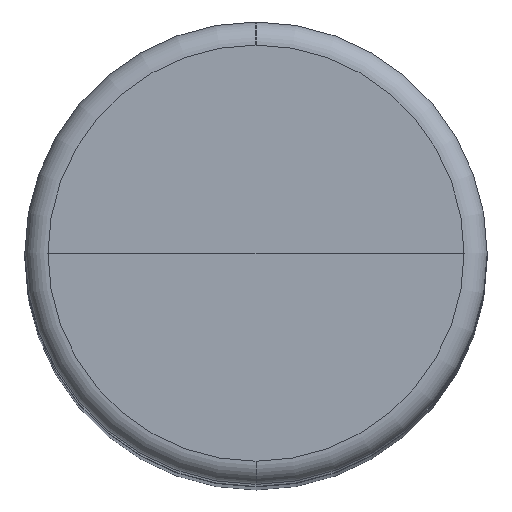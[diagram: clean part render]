
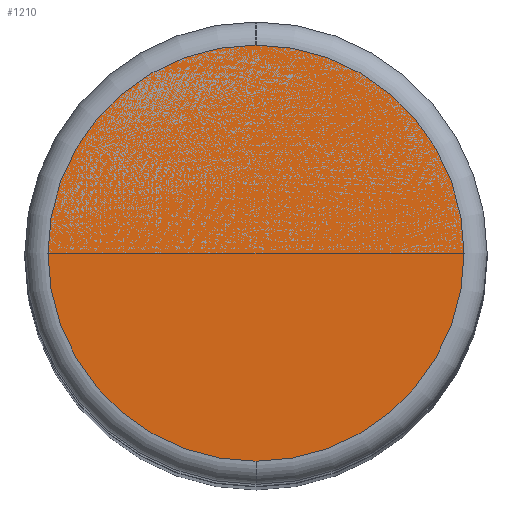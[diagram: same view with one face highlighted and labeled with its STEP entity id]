
A CAD part, top view. The second image highlights one B-rep face of the part: STEP entity #1210.
In plain terms, the highlighted planar face has unit normal (0, 0, 1).
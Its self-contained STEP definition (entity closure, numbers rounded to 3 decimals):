
#1109=CARTESIAN_POINT('',(0.,0.,72.));
#1110=DIRECTION('',(0.,0.,-1.));
#1111=DIRECTION('',(0.,-1.,0.));
#1112=AXIS2_PLACEMENT_3D('',#1109,#1110,#1111);
#1117=CARTESIAN_POINT('',(0.,0.,72.));
#1118=DIRECTION('',(0.,0.,-1.));
#1119=DIRECTION('',(0.,1.,0.));
#1120=AXIS2_PLACEMENT_3D('',#1117,#1118,#1119);
#1195=CARTESIAN_POINT('',(0.,-4.5,72.));
#1196=CARTESIAN_POINT('',(0.,4.5,72.));
#1197=VERTEX_POINT('',#1195);
#1198=VERTEX_POINT('',#1196);
#1199=CARTESIAN_POINT('',(0.,0.,72.));
#1200=DIRECTION('',(0.,0.,1.));
#1201=DIRECTION('',(0.,-1.,0.));
#1202=AXIS2_PLACEMENT_3D('',#1199,#1200,#1201);
#1203=PLANE('',#1202);
#1205=ORIENTED_EDGE('',*,*,#1204,.T.);
#1207=ORIENTED_EDGE('',*,*,#1206,.T.);
#1208=EDGE_LOOP('',(#1205,#1207));
#1209=FACE_OUTER_BOUND('',#1208,.F.);
#1113=CIRCLE('',#1112,4.5);
#1121=CIRCLE('',#1120,4.5);
#1204=EDGE_CURVE('',#1197,#1198,#1113,.T.);
#1206=EDGE_CURVE('',#1198,#1197,#1121,.T.);
#1210=ADVANCED_FACE('',(#1209),#1203,.T.);
